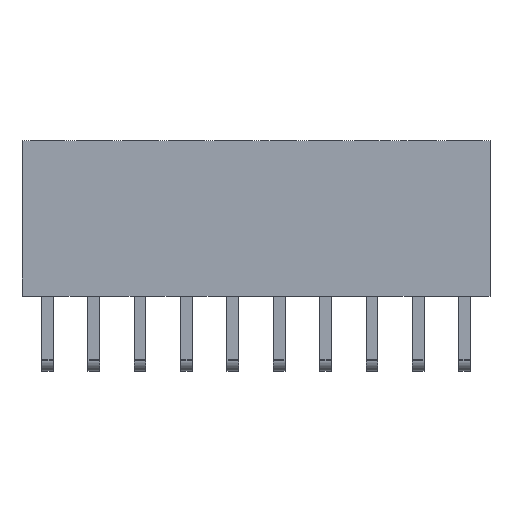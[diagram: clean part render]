
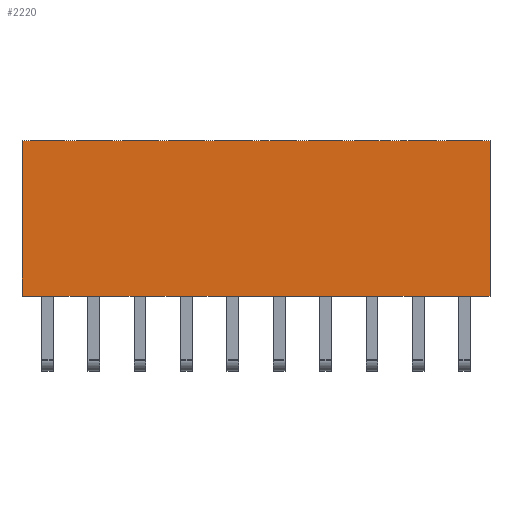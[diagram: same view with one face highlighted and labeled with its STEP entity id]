
A CAD part, top view. The second image highlights one B-rep face of the part: STEP entity #2220.
In plain terms, the highlighted planar face has unit normal (0, 0, 1).
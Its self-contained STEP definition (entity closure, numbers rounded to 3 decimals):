
#2220=ADVANCED_FACE('',(#4501),#4502,.T.);
#4501=FACE_OUTER_BOUND('',#6778,.T.);
#4502=PLANE('',#6779);
#6778=EDGE_LOOP('',(#14153,#14154,#14155,#14156));
#6779=AXIS2_PLACEMENT_3D('',#14157,#14158,#14159);
#14153=ORIENTED_EDGE('',*,*,#17230,.T.);
#14154=ORIENTED_EDGE('',*,*,#17231,.F.);
#14155=ORIENTED_EDGE('',*,*,#17232,.F.);
#14156=ORIENTED_EDGE('',*,*,#17227,.T.);
#14157=CARTESIAN_POINT('',(12.825,4.25,2.5));
#14158=DIRECTION('',(0.,-0.0,1.0));
#14159=DIRECTION('',(0.0,1.0,0.0));
#17227=EDGE_CURVE('',#21718,#21716,#21719,.T.);
#17230=EDGE_CURVE('',#21716,#21722,#21723,.T.);
#17231=EDGE_CURVE('',#21724,#21722,#21725,.T.);
#17232=EDGE_CURVE('',#21718,#21724,#21726,.T.);
#21716=VERTEX_POINT('',#28193);
#21718=VERTEX_POINT('',#28196);
#21719=LINE('',#28197,#28198);
#21722=VERTEX_POINT('',#28202);
#21723=LINE('',#28203,#28204);
#21724=VERTEX_POINT('',#28205);
#21725=LINE('',#28206,#28207);
#21726=LINE('',#28208,#28209);
#28193=CARTESIAN_POINT('',(-12.825,8.5,2.5));
#28196=CARTESIAN_POINT('',(12.825,8.5,2.5));
#28197=CARTESIAN_POINT('',(12.825,8.5,2.5));
#28198=VECTOR('',#30999,1.0);
#28202=CARTESIAN_POINT('',(-12.825,0.0,2.5));
#28203=CARTESIAN_POINT('',(-12.825,8.5,2.5));
#28204=VECTOR('',#31001,1.0);
#28205=CARTESIAN_POINT('',(12.825,0.0,2.5));
#28206=CARTESIAN_POINT('',(12.825,0.0,2.5));
#28207=VECTOR('',#31002,1.0);
#28208=CARTESIAN_POINT('',(12.825,8.5,2.5));
#28209=VECTOR('',#31003,1.0);
#30999=DIRECTION('',(-1.0,0.0,0.));
#31001=DIRECTION('',(0.0,-1.0,0.0));
#31002=DIRECTION('',(-1.0,0.0,0.));
#31003=DIRECTION('',(0.0,-1.0,0.0));
